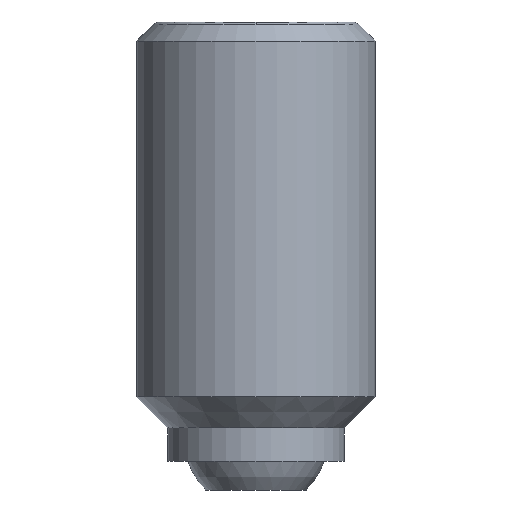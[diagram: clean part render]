
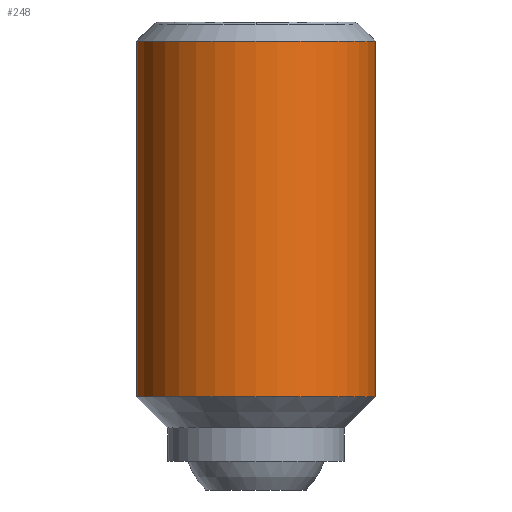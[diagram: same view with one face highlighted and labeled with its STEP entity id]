
A CAD part, front view. The second image highlights one B-rep face of the part: STEP entity #248.
In plain terms, the highlighted cylindrical face has radius 2.5 mm (diameter 5 mm), a partial arc.
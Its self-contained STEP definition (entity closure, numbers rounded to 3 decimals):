
#138=VERTEX_POINT('',#367);
#160=EDGE_CURVE('',#262,#304,#392,.T.);
#212=EDGE_CURVE('',#138,#264,#449,.T.);
#218=EDGE_CURVE('',#262,#264,#456,.T.);
#248=ADVANCED_FACE('',(#489),#490,.T.);
#260=EDGE_CURVE('',#304,#138,#503,.T.);
#262=VERTEX_POINT('',#505);
#264=VERTEX_POINT('',#507);
#304=VERTEX_POINT('',#551);
#367=CARTESIAN_POINT('',(2.5,0.,-0.4));
#392=LINE('',#649,#650);
#449=LINE('',#747,#748);
#456=CIRCLE('',#756,2.5);
#489=FACE_OUTER_BOUND('',#817,.T.);
#490=CYLINDRICAL_SURFACE('',#818,2.5);
#503=CIRCLE('',#836,2.5);
#505=CARTESIAN_POINT('',(-2.5,0.,-7.85));
#507=CARTESIAN_POINT('',(2.5,0.,-7.85));
#551=CARTESIAN_POINT('',(-2.5,0.,-0.4));
#649=CARTESIAN_POINT('',(-2.5,0.,-4.125));
#650=VECTOR('',#1001,1.0);
#747=CARTESIAN_POINT('',(2.5,0.,-4.125));
#748=VECTOR('',#1075,1.0);
#756=AXIS2_PLACEMENT_3D('',#1085,#1086,#1087);
#817=EDGE_LOOP('',(#1118,#1119,#1120,#1121));
#818=AXIS2_PLACEMENT_3D('',#1122,#1123,#1124);
#836=AXIS2_PLACEMENT_3D('',#1139,#1140,#1141);
#1001=DIRECTION('',(0.0,0.0,1.0));
#1075=DIRECTION('',(-0.0,-0.0,-1.0));
#1085=CARTESIAN_POINT('',(0.0,0.,-7.85));
#1086=DIRECTION('',(0.0,0.0,1.0));
#1087=DIRECTION('',(-1.0,0.,0.0));
#1118=ORIENTED_EDGE('',*,*,#160,.F.);
#1119=ORIENTED_EDGE('',*,*,#218,.T.);
#1120=ORIENTED_EDGE('',*,*,#212,.F.);
#1121=ORIENTED_EDGE('',*,*,#260,.F.);
#1122=CARTESIAN_POINT('',(0.0,0.,-4.125));
#1123=DIRECTION('',(-0.0,-0.0,-1.0));
#1124=DIRECTION('',(-1.0,0.,0.0));
#1139=CARTESIAN_POINT('',(0.0,0.,-0.4));
#1140=DIRECTION('',(0.0,0.0,1.0));
#1141=DIRECTION('',(-1.0,0.,0.0));
